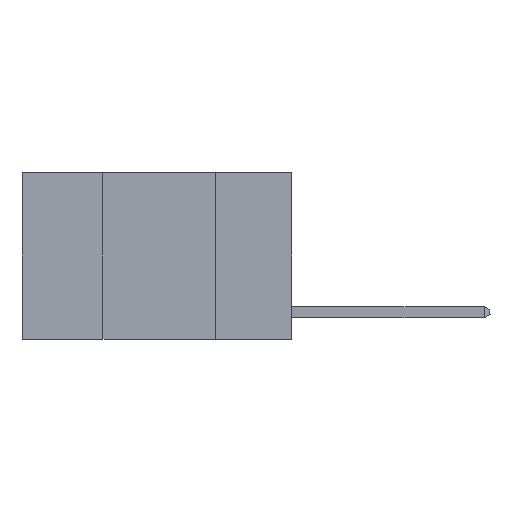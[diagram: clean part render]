
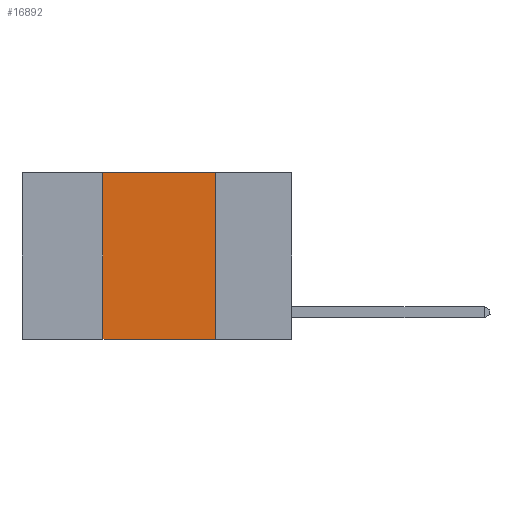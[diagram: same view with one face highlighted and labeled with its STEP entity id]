
A CAD part, left-side view. The second image highlights one B-rep face of the part: STEP entity #16892.
In plain terms, the highlighted planar face has unit normal (-1, 0, 0).
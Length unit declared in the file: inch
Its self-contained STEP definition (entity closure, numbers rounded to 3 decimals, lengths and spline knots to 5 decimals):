
#1288 = CARTESIAN_POINT ( 'NONE',  ( 0., 0.6, 0. ) ) ;
#1488 = CARTESIAN_POINT ( 'NONE',  ( 0., 0.6, -0.37 ) ) ;
#2543 = VECTOR ( 'NONE', #12997, 39.37008 ) ;
#3909 = EDGE_CURVE ( 'NONE', #16685, #23910, #7667, .T. ) ;
#3974 = AXIS2_PLACEMENT_3D ( 'NONE', #15510, #9111, #9370 ) ;
#4340 = ORIENTED_EDGE ( 'NONE', *, *, #23780, .T. ) ;
#5030 = ORIENTED_EDGE ( 'NONE', *, *, #3909, .F. ) ;
#5474 = CARTESIAN_POINT ( 'NONE',  ( 0., 0.42, 0. ) ) ;
#6284 = CARTESIAN_POINT ( 'NONE',  ( 0., 0.42, 0. ) ) ;
#6622 = EDGE_CURVE ( 'NONE', #23910, #13112, #9209, .T. ) ;
#6886 = CARTESIAN_POINT ( 'NONE',  ( 0., 0.42, -0.37 ) ) ;
#7187 = CARTESIAN_POINT ( 'NONE',  ( 0., 0.17, 0. ) ) ;
#7442 = DIRECTION ( 'NONE',  ( 0., -1., 0. ) ) ;
#7535 = FACE_OUTER_BOUND ( 'NONE', #24769, .T. ) ;
#7667 = LINE ( 'NONE', #5474, #8447 ) ;
#8447 = VECTOR ( 'NONE', #19266, 39.37008 ) ;
#9111 = DIRECTION ( 'NONE',  ( 1., 0., 0. ) ) ;
#9209 = LINE ( 'NONE', #1288, #11908 ) ;
#9370 = DIRECTION ( 'NONE',  ( 0., 0., -1. ) ) ;
#11037 = LINE ( 'NONE', #11157, #2543 ) ;
#11157 = CARTESIAN_POINT ( 'NONE',  ( 0., 0.17, 0. ) ) ;
#11256 = VECTOR ( 'NONE', #7442, 39.37008 ) ;
#11908 = VECTOR ( 'NONE', #22870, 39.37008 ) ;
#12997 = DIRECTION ( 'NONE',  ( 0., 0., -1. ) ) ;
#13112 = VERTEX_POINT ( 'NONE', #7187 ) ;
#15510 = CARTESIAN_POINT ( 'NONE',  ( 0., 0.6, 0. ) ) ;
#16685 = VERTEX_POINT ( 'NONE', #6886 ) ;
#16892 = ADVANCED_FACE ( 'NONE', ( #7535 ), #25351, .F. ) ;
#19096 = CARTESIAN_POINT ( 'NONE',  ( 0., 0.17, -0.37 ) ) ;
#19266 = DIRECTION ( 'NONE',  ( 0., 0., 1. ) ) ;
#22870 = DIRECTION ( 'NONE',  ( 0., -1., 0. ) ) ;
#23780 = EDGE_CURVE ( 'NONE', #16685, #24619, #25403, .T. ) ;
#23910 = VERTEX_POINT ( 'NONE', #6284 ) ;
#24377 = ORIENTED_EDGE ( 'NONE', *, *, #24585, .F. ) ;
#24585 = EDGE_CURVE ( 'NONE', #13112, #24619, #11037, .T. ) ;
#24619 = VERTEX_POINT ( 'NONE', #19096 ) ;
#24769 = EDGE_LOOP ( 'NONE', ( #24377, #25565, #5030, #4340 ) ) ;
#25351 = PLANE ( 'NONE',  #3974 ) ;
#25403 = LINE ( 'NONE', #1488, #11256 ) ;
#25565 = ORIENTED_EDGE ( 'NONE', *, *, #6622, .F. ) ;
